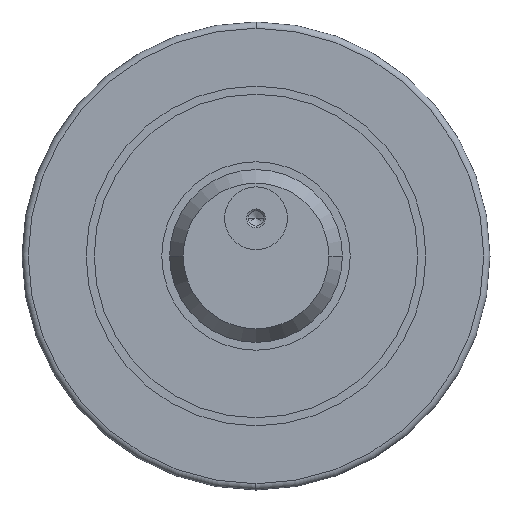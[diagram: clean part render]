
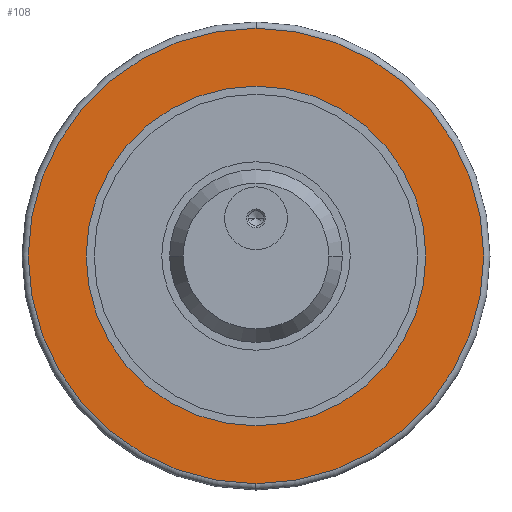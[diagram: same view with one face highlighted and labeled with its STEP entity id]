
A CAD part, left-side view. The second image highlights one B-rep face of the part: STEP entity #108.
In plain terms, the highlighted planar face has unit normal (-1, 0, 0).
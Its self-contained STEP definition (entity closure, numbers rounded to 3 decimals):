
#108=ADVANCED_FACE('',(#196,#197),#198,.T.);
#196=FACE_BOUND('',#307,.T.);
#197=FACE_OUTER_BOUND('',#308,.T.);
#198=PLANE('',#309);
#307=EDGE_LOOP('',(#602,#603));
#308=EDGE_LOOP('',(#604,#605,#606));
#309=AXIS2_PLACEMENT_3D('',#607,#608,#609);
#602=ORIENTED_EDGE('',*,*,#831,.T.);
#603=ORIENTED_EDGE('',*,*,#790,.T.);
#604=ORIENTED_EDGE('',*,*,#767,.T.);
#605=ORIENTED_EDGE('',*,*,#836,.T.);
#606=ORIENTED_EDGE('',*,*,#768,.T.);
#607=CARTESIAN_POINT('',(10.,36.25,0.));
#608=DIRECTION('',(-1.0,0.,0.));
#609=DIRECTION('',(0.,1.0,0.));
#767=EDGE_CURVE('',#913,#911,#914,.T.);
#768=EDGE_CURVE('',#905,#913,#915,.T.);
#790=EDGE_CURVE('',#950,#954,#956,.T.);
#831=EDGE_CURVE('',#954,#950,#1023,.T.);
#836=EDGE_CURVE('',#911,#905,#1028,.T.);
#905=VERTEX_POINT('',#1113);
#911=VERTEX_POINT('',#1119);
#913=VERTEX_POINT('',#1121);
#914=CIRCLE('',#1122,72.5);
#915=CIRCLE('',#1123,72.5);
#950=VERTEX_POINT('',#1164);
#954=VERTEX_POINT('',#1169);
#956=CIRCLE('',#1172,54.075);
#1023=CIRCLE('',#1460,54.075);
#1028=CIRCLE('',#1465,72.5);
#1113=CARTESIAN_POINT('',(10.,0.,72.5));
#1119=CARTESIAN_POINT('',(10.0,0.,-72.5));
#1121=CARTESIAN_POINT('',(10.,72.5,0.));
#1122=AXIS2_PLACEMENT_3D('',#1546,#1547,#1548);
#1123=AXIS2_PLACEMENT_3D('',#1549,#1550,#1551);
#1164=CARTESIAN_POINT('',(10.0,0.,-54.075));
#1169=CARTESIAN_POINT('',(10.,0.,54.075));
#1172=AXIS2_PLACEMENT_3D('',#1599,#1600,#1601);
#1460=AXIS2_PLACEMENT_3D('',#1656,#1657,#1658);
#1465=AXIS2_PLACEMENT_3D('',#1671,#1672,#1673);
#1546=CARTESIAN_POINT('',(10.,0.0,0.));
#1547=DIRECTION('',(-1.0,0.0,0.));
#1548=DIRECTION('',(0.0,1.0,0.0));
#1549=CARTESIAN_POINT('',(10.,0.0,0.));
#1550=DIRECTION('',(-1.0,0.0,0.));
#1551=DIRECTION('',(0.0,1.0,0.0));
#1599=CARTESIAN_POINT('',(10.,0.0,0.0));
#1600=DIRECTION('',(1.0,0.,0.));
#1601=DIRECTION('',(0.,0.,-1.0));
#1656=CARTESIAN_POINT('',(10.,0.0,0.0));
#1657=DIRECTION('',(1.0,0.,0.));
#1658=DIRECTION('',(0.,0.,-1.0));
#1671=CARTESIAN_POINT('',(10.,0.0,0.));
#1672=DIRECTION('',(-1.0,0.0,0.));
#1673=DIRECTION('',(0.0,1.0,0.0));
